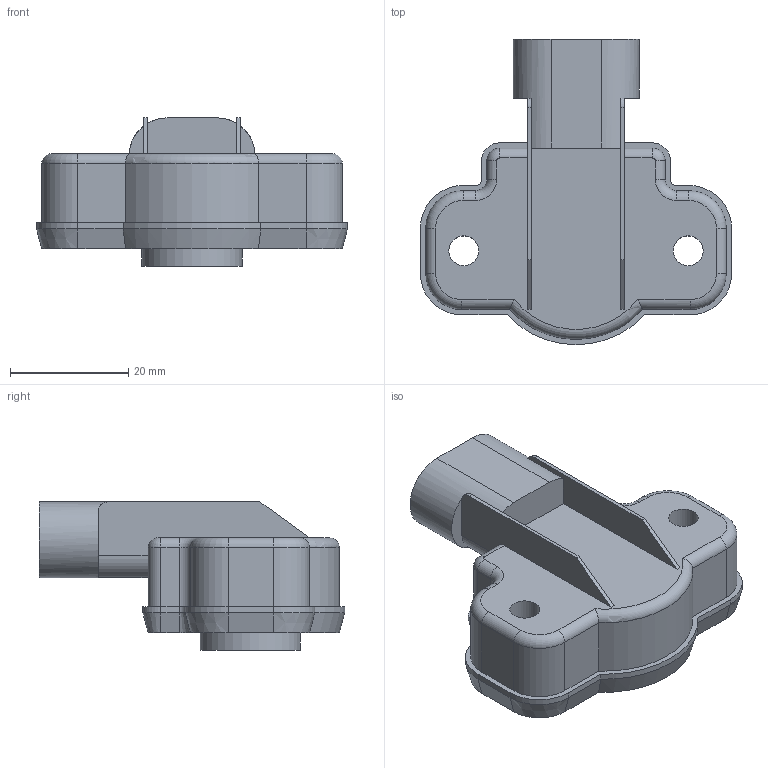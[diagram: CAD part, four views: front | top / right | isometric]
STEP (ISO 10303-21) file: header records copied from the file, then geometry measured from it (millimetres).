
FILE_DESCRIPTION(('CAx-IF Rec.Pracs.---Model Styling and Organization---1.5---2016-08-15','CAx-IF Rec.Pracs.---Geometric and Assembly Validation Properties---4.4---2016-08-17','CAx-IF Rec.Pracs.---User Defined Attributes---1.5---2016-08-15','CAx-IF Rec.Pracs.---External References---2.1---2005-01-19'),'2;1');
FILE_NAME('1994168.step','2023-11-22T01:33:19',('Unspecified'),('Unspecified'),'CAD Exchanger 3.10.2 (cadexchanger.com)','Unspecified','');
FILE_SCHEMA(('AUTOMOTIVE_DESIGN { 1 0 10303 214 1 1 1 1 }'));
Length unit declared in the file: millimetre
Products named in the file (1): 9851R5KL2.0
Bounding box: 52.67 x 51.68 x 25.08 mm (x, y, z)
Volume: 22446.5 mm3; surface area: 8592.3 mm2
Topology: 1 solids, 1 shells, 154 faces, 370 edges, 227 vertices
Faces by surface type: plane 90, cylinder 42, cone 12, torus 9, bspline 1
Full cylindrical faces by diameter (mm): 5.047 x2, 9.939 x1, 16.966 x1, 24.957 x1
Entity records: 5677 total; most frequent: CARTESIAN_POINT 808, DIRECTION 768, ORIENTED_EDGE 740, EDGE_CURVE 370, AXIS2_PLACEMENT_3D 262, LINE 244, VECTOR 244, VERTEX_POINT 227
